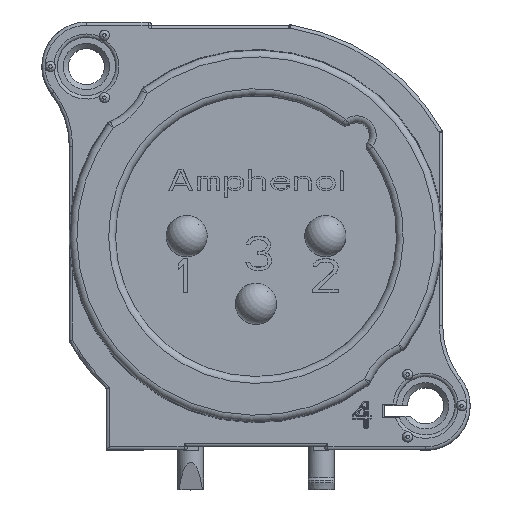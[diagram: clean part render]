
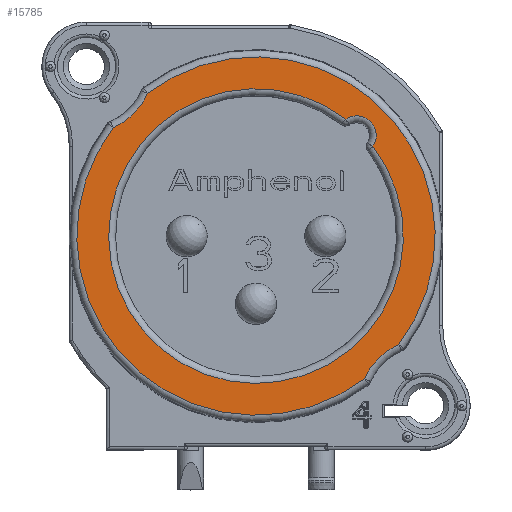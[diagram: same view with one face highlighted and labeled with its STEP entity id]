
A CAD part, top view. The second image highlights one B-rep face of the part: STEP entity #15785.
In plain terms, the highlighted planar face has unit normal (0, 0, 1).
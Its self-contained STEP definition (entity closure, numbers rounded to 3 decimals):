
#315=FACE_BOUND('',#2234,.T.);
#618=CIRCLE('',#16938,3.9);
#621=CIRCLE('',#16943,10.46);
#622=CIRCLE('',#16945,3.9);
#623=CIRCLE('',#16946,10.46);
#624=CIRCLE('',#16947,8.6);
#625=CIRCLE('',#16948,1.15);
#1370=FACE_OUTER_BOUND('',#2233,.T.);
#2233=EDGE_LOOP('',(#12171,#12172,#12173,#12174));
#2234=EDGE_LOOP('',(#12175,#12176));
#6906=VERTEX_POINT('',#26176);
#6907=VERTEX_POINT('',#26180);
#6908=VERTEX_POINT('',#26186);
#6909=VERTEX_POINT('',#26190);
#6910=VERTEX_POINT('',#26193);
#6911=VERTEX_POINT('',#26194);
#8846=EDGE_CURVE('',#6906,#6907,#618,.T.);
#8849=EDGE_CURVE('',#6908,#6907,#621,.T.);
#8850=EDGE_CURVE('',#6908,#6909,#622,.T.);
#8851=EDGE_CURVE('',#6906,#6909,#623,.T.);
#8852=EDGE_CURVE('',#6910,#6911,#624,.T.);
#8853=EDGE_CURVE('',#6911,#6910,#625,.T.);
#12171=ORIENTED_EDGE('',*,*,#8849,.F.);
#12172=ORIENTED_EDGE('',*,*,#8850,.T.);
#12173=ORIENTED_EDGE('',*,*,#8851,.F.);
#12174=ORIENTED_EDGE('',*,*,#8846,.T.);
#12175=ORIENTED_EDGE('',*,*,#8852,.T.);
#12176=ORIENTED_EDGE('',*,*,#8853,.T.);
#14520=PLANE('',#16944);
#15785=ADVANCED_FACE('',(#1370,#315),#14520,.T.);
#16938=AXIS2_PLACEMENT_3D('',#26182,#20163,#20164);
#16943=AXIS2_PLACEMENT_3D('',#26188,#20173,#20174);
#16944=AXIS2_PLACEMENT_3D('',#26189,#20175,#20176);
#16945=AXIS2_PLACEMENT_3D('',#26191,#20177,#20178);
#16946=AXIS2_PLACEMENT_3D('',#26192,#20179,#20180);
#16947=AXIS2_PLACEMENT_3D('',#26195,#20181,#20182);
#16948=AXIS2_PLACEMENT_3D('',#26196,#20183,#20184);
#20163=DIRECTION('center_axis',(0.,0.,-1.));
#20164=DIRECTION('ref_axis',(-0.915,0.404,0.));
#20173=DIRECTION('center_axis',(0.,0.,-1.));
#20174=DIRECTION('ref_axis',(-0.605,0.796,0.));
#20175=DIRECTION('center_axis',(0.,0.,1.));
#20176=DIRECTION('ref_axis',(1.,0.,0.));
#20177=DIRECTION('center_axis',(0.,0.,-1.));
#20178=DIRECTION('ref_axis',(0.915,-0.404,0.));
#20179=DIRECTION('center_axis',(0.,0.,-1.));
#20180=DIRECTION('ref_axis',(0.605,-0.796,0.));
#20181=DIRECTION('center_axis',(0.,0.,-1.));
#20182=DIRECTION('ref_axis',(0.794,0.608,0.));
#20183=DIRECTION('center_axis',(0.,0.,-1.));
#20184=DIRECTION('ref_axis',(-0.555,0.832,0.));
#26176=CARTESIAN_POINT('',(18.832,6.475,1.05));
#26180=CARTESIAN_POINT('',(20.825,8.468,1.05));
#26182=CARTESIAN_POINT('Origin',(22.4,4.9,1.05));
#26186=CARTESIAN_POINT('',(6.168,23.126,1.05));
#26188=CARTESIAN_POINT('Origin',(12.5,14.8,1.05));
#26189=CARTESIAN_POINT('Origin',(12.5,14.8,1.05));
#26190=CARTESIAN_POINT('',(4.175,21.132,1.05));
#26191=CARTESIAN_POINT('Origin',(2.6,24.7,1.05));
#26192=CARTESIAN_POINT('Origin',(12.5,14.8,1.05));
#26193=CARTESIAN_POINT('',(19.326,20.031,1.05));
#26194=CARTESIAN_POINT('',(17.731,21.626,1.05));
#26195=CARTESIAN_POINT('Origin',(12.5,14.8,1.05));
#26196=CARTESIAN_POINT('Origin',(18.369,20.669,1.05));
